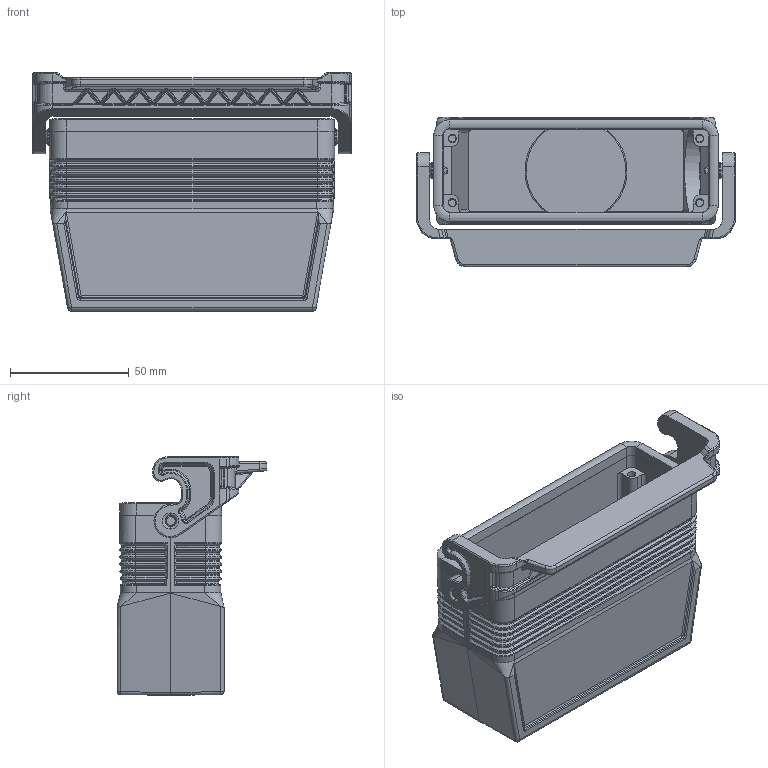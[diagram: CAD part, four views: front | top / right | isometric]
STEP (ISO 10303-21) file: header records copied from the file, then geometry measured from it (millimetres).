
FILE_DESCRIPTION(('Creo Elements/Direct Modeling STEP Export'),'2;1');
FILE_NAME('0ln7uvk5tno7mtf968','2023-11-15T16:30:55',(''),(''),'Creo Elements/Direct Modeling STEP processor for AP214 (Solid Model)','Creo Elements/Direct Modeling 20.1B 02-Apr-2019 (C) Parametric Technology GmbH','');
FILE_SCHEMA(('AUTOMOTIVE_DESIGN { 1 0 10303 214 1 1 1 1 }'));
Products named in the file (2): JMPFO 24LG40
Assembly tree (1 placements, depth 2):
  JMPFO 24LG40
    JMPFO 24LG40
Bounding box: 134 x 63 x 100.25 mm (x, y, z)
Volume: 126825.8 mm3; surface area: 69296.6 mm2
Topology: 1 solids, 1 shells, 1245 faces, 3009 edges, 1735 vertices
Faces by surface type: cylinder 465, plane 361, bspline 194, torus 109, cone 78, sphere 38
Entity records: 99435 total; most frequent: CARTESIAN_POINT 63257, ORIENTED_EDGE 5930, DIRECTION 4880, EDGE_CURVE 2965, AXIS2_PLACEMENT_3D 1772, VERTEX_POINT 1735, VECTOR 1336, LINE 1336
